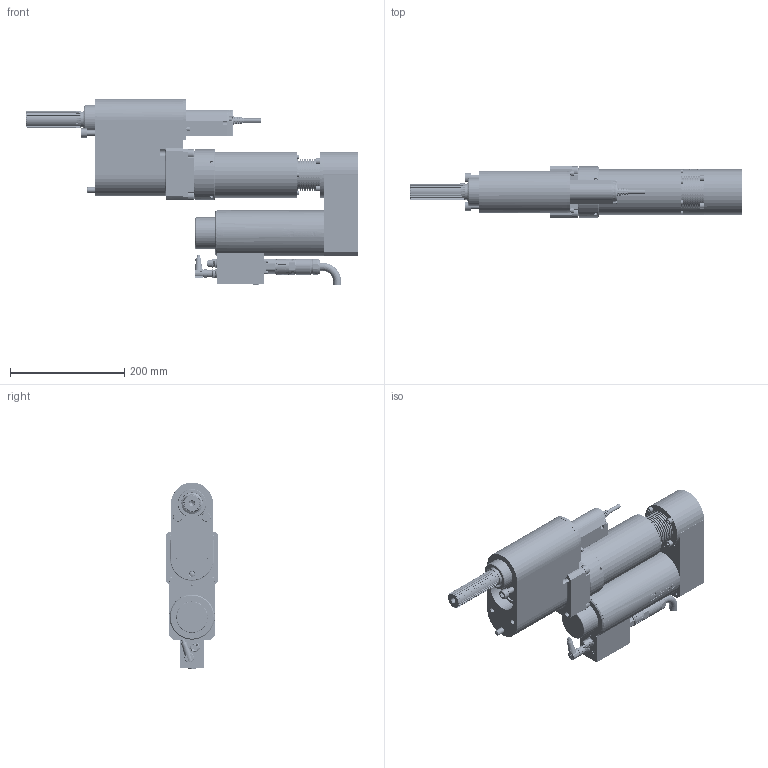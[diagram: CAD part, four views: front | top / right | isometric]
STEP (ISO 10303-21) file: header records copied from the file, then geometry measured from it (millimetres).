
FILE_DESCRIPTION(/* description */ (''),/* implementation_level */ '2;1');
FILE_NAME(/* name */ '4BDU750T1O-A_IAM_001.iam.step',/* time_stamp */ '2021-08-10T09:11:56+02:00',/* author */ ('cideon'),/* organization */ (''),/* preprocessor_version */ 'ST-DEVELOPER v17.2',/* originating_system */ 'Autodesk Inventor 2019',/* authorisation */ '');
FILE_SCHEMA (('AUTOMOTIVE_DESIGN { 1 0 10303 214 3 1 1 }','FEATURE_BASED_PROCESS_PLANNING'));
Products named in the file (1): Bauteil31
Bounding box: 582.35 x 92.51 x 327.83 mm (x, y, z)
Volume: 3735431 mm3; surface area: 664103.5 mm2
Topology: 1 solids, 1 shells, 5287 faces, 14969 edges, 9866 vertices
Faces by surface type: plane 3156, cylinder 1214, cone 429, bspline 313, torus 156, sphere 19
Full cylindrical faces by diameter (mm): 0.434 x2, 0.6 x16, 0.9 x8, 1.4 x2, 1.6 x2, 1.83 x2, 2.5 x4, 3 x6, 3.3 x2, 3.5 x1, 4.2 x1, 4.8 x2, 5 x25, 5.1 x1, 5.3 x2, 5.5 x4, 5.9 x1, 6 x12, 6.3 x1, 6.6 x6, 6.8 x5, 7 x8, 7.3 x2, 8.5 x8, 9 x2, 10 x15, 10.5 x2, 10.9 x2, 11 x8, 11.4 x1
Entity records: 224674 total; most frequent: CARTESIAN_POINT 86361, ORIENTED_EDGE 29884, DIRECTION 27205, EDGE_CURVE 14942, VERTEX_POINT 9866, AXIS2_PLACEMENT_3D 9729, LINE 7747, VECTOR 7747
